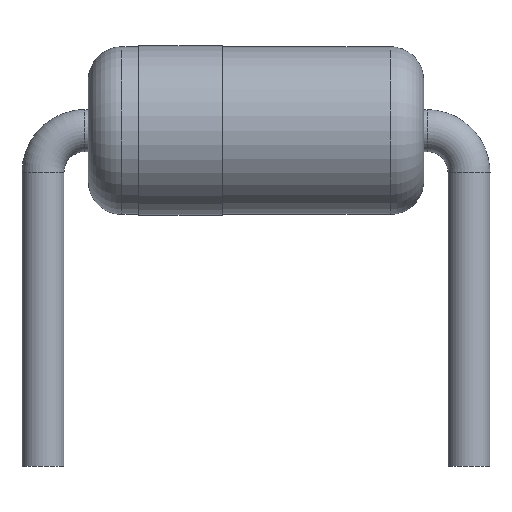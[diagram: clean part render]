
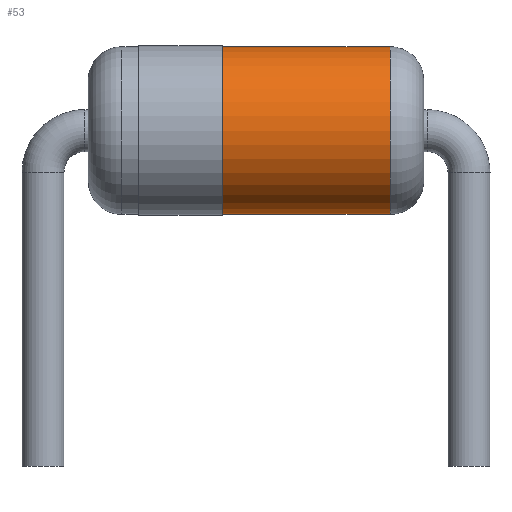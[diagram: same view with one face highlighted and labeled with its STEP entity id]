
A CAD part, front view. The second image highlights one B-rep face of the part: STEP entity #53.
In plain terms, the highlighted cylindrical face has radius 1 mm (diameter 2 mm), a full revolution.
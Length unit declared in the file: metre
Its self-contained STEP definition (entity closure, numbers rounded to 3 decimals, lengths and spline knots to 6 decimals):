
#53 = ADVANCED_FACE( '', ( #115, #116 ), #117, .T. );
#115 = FACE_OUTER_BOUND( '', #188, .T. );
#116 = FACE_OUTER_BOUND( '', #189, .T. );
#117 = CYLINDRICAL_SURFACE( '', #190, 0.001 );
#188 = EDGE_LOOP( '', ( #267 ) );
#189 = EDGE_LOOP( '', ( #268 ) );
#190 = AXIS2_PLACEMENT_3D( '', #269, #270, #271 );
#267 = ORIENTED_EDGE( '', *, *, #348, .F. );
#268 = ORIENTED_EDGE( '', *, *, #341, .T. );
#269 = CARTESIAN_POINT( '', ( 0.00181, 0., 0.0015 ) );
#270 = DIRECTION( '', ( -1., 0., 0. ) );
#271 = DIRECTION( '', ( 0., 0., 1. ) );
#341 = EDGE_CURVE( '', #380, #380, #381, .T. );
#348 = EDGE_CURVE( '', #391, #391, #392, .T. );
#380 = VERTEX_POINT( '', #429 );
#381 = CIRCLE( '', #430, 0.001 );
#391 = VERTEX_POINT( '', #440 );
#392 = CIRCLE( '', #441, 0.001 );
#429 = CARTESIAN_POINT( '', ( 0.00341, 0., 0.0025 ) );
#430 = AXIS2_PLACEMENT_3D( '', #480, #481, #482 );
#440 = CARTESIAN_POINT( '', ( 0.00541, 0., 0.0025 ) );
#441 = AXIS2_PLACEMENT_3D( '', #492, #493, #494 );
#480 = CARTESIAN_POINT( '', ( 0.00341, 0., 0.0015 ) );
#481 = DIRECTION( '', ( 1., 0., 0. ) );
#482 = DIRECTION( '', ( 0., 0., 1. ) );
#492 = CARTESIAN_POINT( '', ( 0.00541, 0., 0.0015 ) );
#493 = DIRECTION( '', ( 1., 0., 0. ) );
#494 = DIRECTION( '', ( 0., 0., 1. ) );
